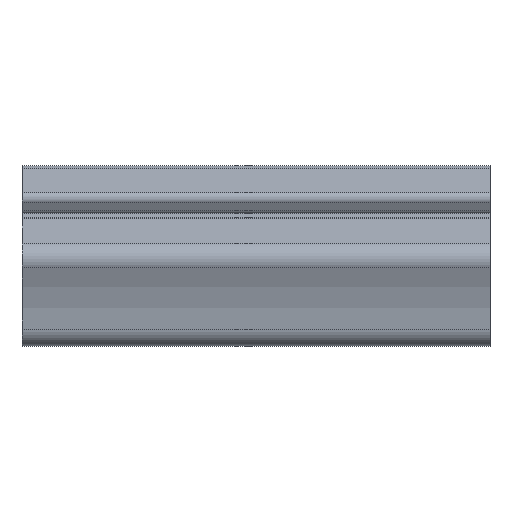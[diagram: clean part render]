
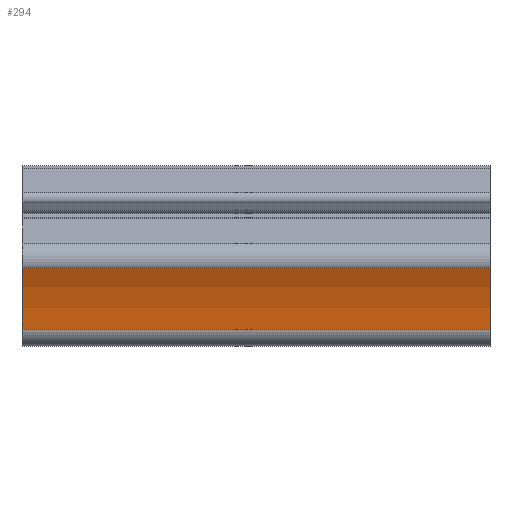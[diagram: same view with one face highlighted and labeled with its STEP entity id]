
A CAD part, left-side view. The second image highlights one B-rep face of the part: STEP entity #294.
In plain terms, the highlighted cylindrical face has radius 40 mm (diameter 80 mm), a partial arc.
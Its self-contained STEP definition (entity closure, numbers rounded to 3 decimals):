
#294 = ADVANCED_FACE( '', ( #603 ), #604, .F. );
#603 = FACE_OUTER_BOUND( '', #920, .T. );
#604 = CYLINDRICAL_SURFACE( '', #921, 40. );
#920 = EDGE_LOOP( '', ( #1839, #1840, #1841, #1842 ) );
#921 = AXIS2_PLACEMENT_3D( '', #1843, #1844, #1845 );
#1839 = ORIENTED_EDGE( '', *, *, #2172, .T. );
#1840 = ORIENTED_EDGE( '', *, *, #2036, .F. );
#1841 = ORIENTED_EDGE( '', *, *, #2321, .F. );
#1842 = ORIENTED_EDGE( '', *, *, #2274, .T. );
#1843 = CARTESIAN_POINT( '', ( -57.921, 100., -19.242 ) );
#1844 = DIRECTION( '', ( 0., 1., 0. ) );
#1845 = DIRECTION( '', ( 0., 0., -1. ) );
#2036 = EDGE_CURVE( '', #2480, #2475, #2482, .T. );
#2172 = EDGE_CURVE( '', #2706, #2475, #2707, .T. );
#2274 = EDGE_CURVE( '', #2858, #2706, #2859, .T. );
#2321 = EDGE_CURVE( '', #2858, #2480, #2919, .T. );
#2475 = VERTEX_POINT( '', #3105 );
#2480 = VERTEX_POINT( '', #3111 );
#2482 = LINE( '', #3113, #3114 );
#2706 = VERTEX_POINT( '', #3399 );
#2707 = CIRCLE( '', #3400, 40. );
#2858 = VERTEX_POINT( '', #3589 );
#2859 = LINE( '', #3590, #3591 );
#2919 = CIRCLE( '', #3665, 40. );
#3105 = CARTESIAN_POINT( '', ( -21.605, 0., -2.474 ) );
#3111 = CARTESIAN_POINT( '', ( -21.605, 100., -2.474 ) );
#3113 = CARTESIAN_POINT( '', ( -21.605, 100., -2.474 ) );
#3114 = VECTOR( '', #3819, 1000. );
#3399 = CARTESIAN_POINT( '', ( -18.087, 0., -15.605 ) );
#3400 = AXIS2_PLACEMENT_3D( '', #4022, #4023, #4024 );
#3589 = CARTESIAN_POINT( '', ( -18.087, 100., -15.605 ) );
#3590 = CARTESIAN_POINT( '', ( -18.087, 100., -15.605 ) );
#3591 = VECTOR( '', #4198, 1000. );
#3665 = AXIS2_PLACEMENT_3D( '', #4279, #4280, #4281 );
#3819 = DIRECTION( '', ( 0., -1., 0. ) );
#4022 = CARTESIAN_POINT( '', ( -57.921, 0., -19.242 ) );
#4023 = DIRECTION( '', ( 0., -1., 0. ) );
#4024 = DIRECTION( '', ( 1., 0., 0. ) );
#4198 = DIRECTION( '', ( 0., -1., 0. ) );
#4279 = CARTESIAN_POINT( '', ( -57.921, 100., -19.242 ) );
#4280 = DIRECTION( '', ( 0., -1., 0. ) );
#4281 = DIRECTION( '', ( 1., 0., 0. ) );
